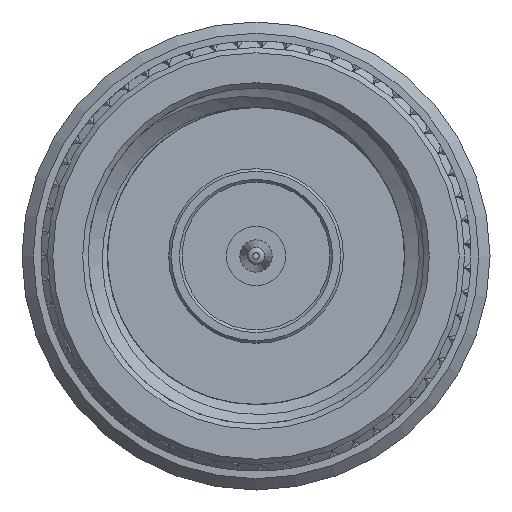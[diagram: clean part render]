
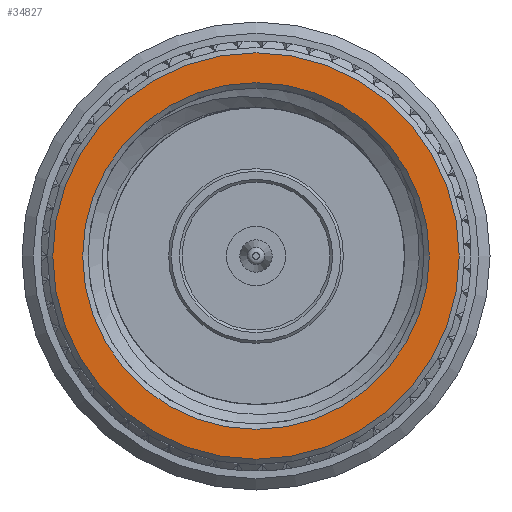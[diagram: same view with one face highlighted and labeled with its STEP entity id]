
A CAD part, left-side view. The second image highlights one B-rep face of the part: STEP entity #34827.
In plain terms, the highlighted planar face has unit normal (-1, 0, 0).
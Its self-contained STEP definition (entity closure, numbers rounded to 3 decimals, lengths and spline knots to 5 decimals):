
#84 = DIRECTION ( 'NONE',  ( 0., -1., 0. ) ) ;
#1470 = DIRECTION ( 'NONE',  ( -1., 0., 0. ) ) ;
#5994 = EDGE_CURVE ( 'NONE', #73029, #73029, #86959, .T. ) ;
#12487 = FACE_OUTER_BOUND ( 'NONE', #22809, .T. ) ;
#16630 = EDGE_LOOP ( 'NONE', ( #18539 ) ) ;
#18539 = ORIENTED_EDGE ( 'NONE', *, *, #5994, .T. ) ;
#22176 = CARTESIAN_POINT ( 'NONE',  ( 0., -0.3225, 0. ) ) ;
#22809 = EDGE_LOOP ( 'NONE', ( #47369 ) ) ;
#29981 = AXIS2_PLACEMENT_3D ( 'NONE', #34765, #55108, #84 ) ;
#30435 = CIRCLE ( 'NONE', #60637, 0.37809 ) ;
#31731 = VERTEX_POINT ( 'NONE', #70146 ) ;
#34364 = FACE_BOUND ( 'NONE', #16630, .T. ) ;
#34765 = CARTESIAN_POINT ( 'NONE',  ( 0., 0.38809, 0. ) ) ;
#34827 = ADVANCED_FACE ( 'NONE', ( #34364, #12487 ), #41150, .T. ) ;
#36399 = CARTESIAN_POINT ( 'NONE',  ( 0., 0., 0. ) ) ;
#41150 = PLANE ( 'NONE',  #29981 ) ;
#43242 = DIRECTION ( 'NONE',  ( 0., -1., 0. ) ) ;
#47369 = ORIENTED_EDGE ( 'NONE', *, *, #48345, .T. ) ;
#48345 = EDGE_CURVE ( 'NONE', #31731, #31731, #30435, .T. ) ;
#55108 = DIRECTION ( 'NONE',  ( -1., 0., 0. ) ) ;
#56883 = CARTESIAN_POINT ( 'NONE',  ( 0., 0., 0. ) ) ;
#60637 = AXIS2_PLACEMENT_3D ( 'NONE', #36399, #1470, #63685 ) ;
#63685 = DIRECTION ( 'NONE',  ( 0., -1., 0. ) ) ;
#70146 = CARTESIAN_POINT ( 'NONE',  ( 0., -0.37809, 0. ) ) ;
#70550 = DIRECTION ( 'NONE',  ( 1., 0., 0. ) ) ;
#71760 = AXIS2_PLACEMENT_3D ( 'NONE', #56883, #70550, #43242 ) ;
#73029 = VERTEX_POINT ( 'NONE', #22176 ) ;
#86959 = CIRCLE ( 'NONE', #71760, 0.3225 ) ;
